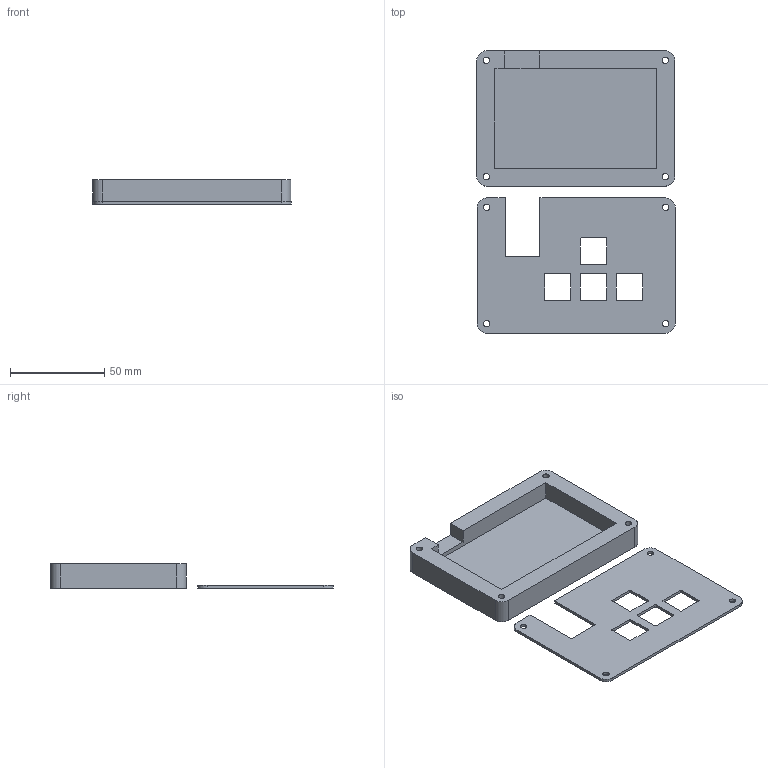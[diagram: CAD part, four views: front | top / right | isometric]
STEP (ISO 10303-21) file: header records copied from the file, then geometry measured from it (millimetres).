
FILE_DESCRIPTION(/* description */ (''),/* implementation_level */ '2;1');
FILE_NAME(/* name */ 'Marcell''s hackpad.step',/* time_stamp */ '2025-12-04T20:20:23+01:00',/* author */ (''),/* organization */ (''),/* preprocessor_version */ 'ST-DEVELOPER v20.1',/* originating_system */ 'Autodesk Translation Framework v14.10.0.0',/* authorisation */ '');
FILE_SCHEMA (('AUTOMOTIVE_DESIGN { 1 0 10303 214 3 1 1 }'));
Length unit declared in the file: millimetre
Products named in the file (2): 2025-12-04-18-37-10-866; 2025-12-04-19-00-20-871
Bounding box: 105.28 x 149.8 x 13 mm (x, y, z)
Volume: 59475.8 mm3; surface area: 36025.4 mm2
Topology: 2 solids, 2 shells, 420 faces, 1170 edges, 780 vertices
Faces by surface type: bspline 234, plane 150, cylinder 36
Full cylindrical faces by diameter (mm): 3.4 x8, 6 x4
Entity records: 15688 total; most frequent: CARTESIAN_POINT 6351, ORIENTED_EDGE 2340, EDGE_CURVE 1170, DIRECTION 1152, VERTEX_POINT 780, LINE 630, VECTOR 630, EDGE_LOOP 470
